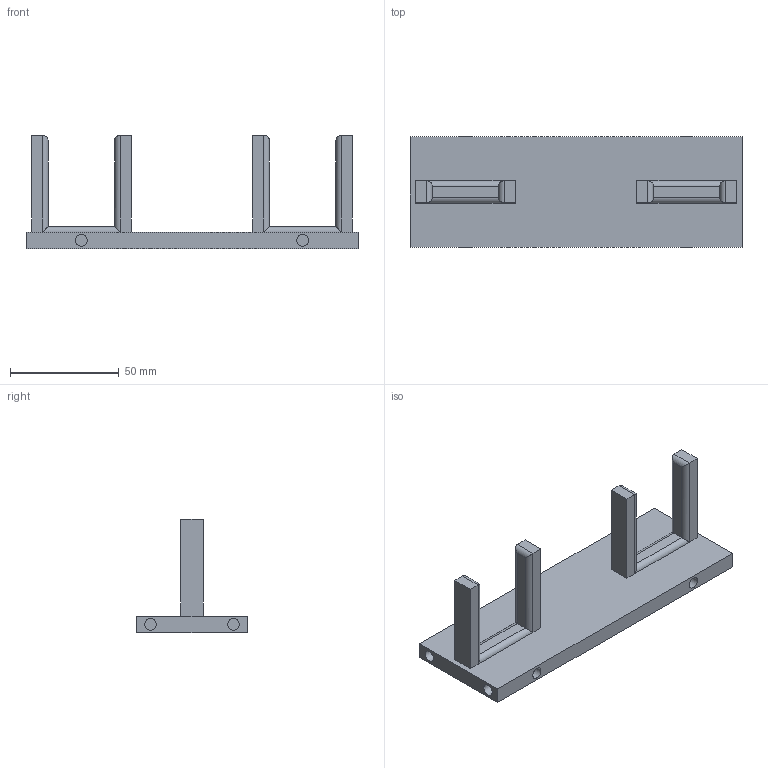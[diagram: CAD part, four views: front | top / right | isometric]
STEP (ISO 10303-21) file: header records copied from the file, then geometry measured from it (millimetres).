
FILE_DESCRIPTION(/* description */ (''),/* implementation_level */ '2;1');
FILE_NAME(/* name */ 'Paddle Holder v1.step',/* time_stamp */ '2024-07-02T17:31:39-05:00',/* author */ (''),/* organization */ (''),/* preprocessor_version */ 'ST-DEVELOPER v20',/* originating_system */ 'Autodesk Translation Framework v13.14.0.145',/* authorisation */ '');
FILE_SCHEMA (('AUTOMOTIVE_DESIGN { 1 0 10303 214 3 1 1 }'));
Length unit declared in the file: inch
Products named in the file (1): Paddle Holder
Bounding box: 152.4 x 50.8 x 52.07 mm (x, y, z)
Volume: 71372.1 mm3; surface area: 26269.4 mm2
Topology: 1 solids, 1 shells, 60 faces, 120 edges, 72 vertices
Faces by surface type: plane 36, cylinder 24
Full cylindrical faces by diameter (mm): 5.334 x8
Entity records: 1559 total; most frequent: DIRECTION 274, CARTESIAN_POINT 253, ORIENTED_EDGE 240, EDGE_CURVE 120, AXIS2_PLACEMENT_3D 93, LINE 88, VECTOR 88, VERTEX_POINT 72
